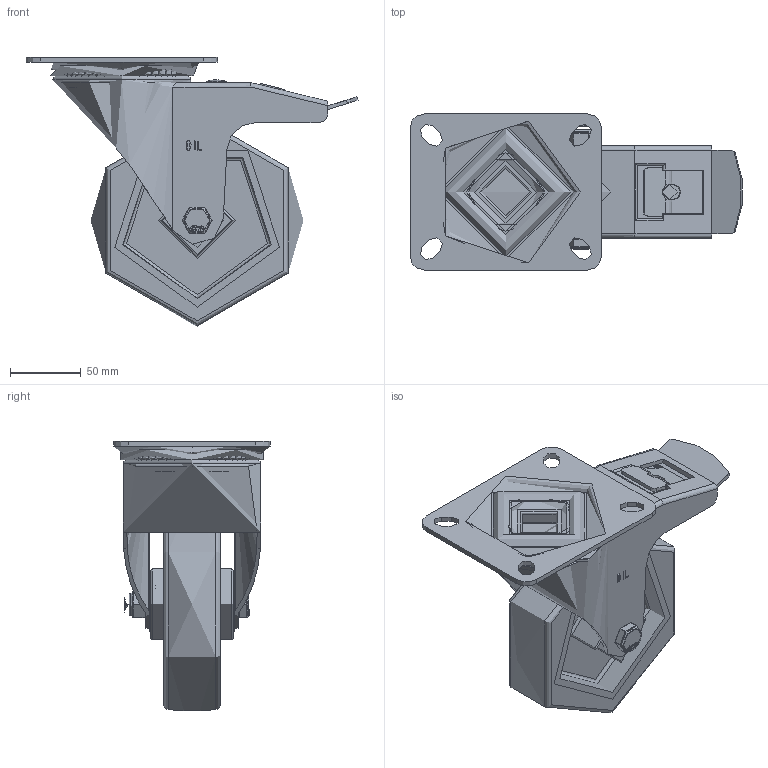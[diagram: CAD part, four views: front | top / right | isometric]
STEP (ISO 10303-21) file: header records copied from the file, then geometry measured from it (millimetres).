
FILE_DESCRIPTION(/* description */ (''),/* implementation_level */ '2;1');
FILE_NAME(/* name */ 'SSMM150NPBSWB.step',/* time_stamp */ '2024-10-03T14:19:00+01:00',/* author */ (''),/* organization */ (''),/* preprocessor_version */ 'ST-DEVELOPER v20',/* originating_system */ 'Autodesk Translation Framework v13.20.0.188',/* authorisation */ '');
FILE_SCHEMA (('AUTOMOTIVE_DESIGN { 1 0 10303 214 3 1 1 }'));
Length unit declared in the file: millimetre
Products named in the file (37): SSMM150NPBSWB; SSMM150ASSWB v1; ZINC PLATED, PRESSED STEEL TOP PLATE; ZINC PLATED, PRESSED STEEL TOP PLATE Geometry; BALL BEARINGS; Component1; ZINC PLATED, PRESSED STEEL FORKS; BEARING SEAL; ZINC PLATED, PRESSED STEEL BRAKE PEDAL; BRAKE PAD; BRAKE PAD Geometry; BOLT; NUT; BRAKE BOLT; BZH150WNPRB v1; POLYURETHANE TYRE; NYLON RIM; NYLON RIM Geometry; CAP; ROLLER BEARING; CAGE; Pattern; Component1 (1); TUBEM20X60SS v1; STAINLESS STEEL TUBE; WP20X40X2 v1; NYLON WASHER; Component1 (2); WP20X40X2 v1 (1); NYLON WASHER (1); Component1 (3); BOLTM12X80A2 v2; GRADE 304 STAINLESS STEEL BOLT; NM12NYA2THIN v1; NYLOC STAINLESS STEEL NUT; NUT (1); RUBBER
Assembly tree (82 placements, depth 5):
  SSMM150NPBSWB
    SSMM150ASSWB v1
      ZINC PLATED, PRESSED STEEL TOP PLATE
        ZINC PLATED, PRESSED STEEL TOP PLATE Geometry
        BALL BEARINGS
          Component1  x40
      ZINC PLATED, PRESSED STEEL FORKS
      BEARING SEAL
      ZINC PLATED, PRESSED STEEL BRAKE PEDAL
      BRAKE PAD
        BRAKE PAD Geometry
        BOLT
        NUT
        BRAKE BOLT
    BZH150WNPRB v1
      POLYURETHANE TYRE
      NYLON RIM
        NYLON RIM Geometry
        CAP
      ROLLER BEARING
        CAGE
        Pattern
          Component1 (1)  x8
    TUBEM20X60SS v1
      STAINLESS STEEL TUBE
    WP20X40X2 v1
      NYLON WASHER
        Component1 (2)
    WP20X40X2 v1 (1)
      NYLON WASHER (1)
        Component1 (3)
    BOLTM12X80A2 v2
      GRADE 304 STAINLESS STEEL BOLT
    NM12NYA2THIN v1
      NYLOC STAINLESS STEEL NUT
        NUT (1)
        RUBBER
Bounding box: 233.89 x 110.09 x 189.9 mm (x, y, z)
Volume: 670575.7 mm3; surface area: 285619.5 mm2
Topology: 69 solids, 69 shells, 699 faces, 1770 edges, 1136 vertices
Faces by surface type: plane 322, cylinder 206, bspline 72, sphere 59, torus 27, cone 13
Full cylindrical faces by diameter (mm): 7.5 x8, 8 x4, 9.836 x18, 11 x2, 11.834 x18, 12 x3, 12.2 x2, 12.5 x1, 14 x3, 17.5 x1, 18.5 x1, 19.9 x1, 20 x1, 20.5 x2, 21 x2, 33.75 x1, 34 x1, 35 x1, 37 x2, 37.5 x2, 39.75 x2, 50 x3, 78 x1, 92 x1, 97 x1, 122 x2
Entity records: 30837 total; most frequent: CARTESIAN_POINT 14248, ORIENTED_EDGE 3258, DIRECTION 3240, EDGE_CURVE 1629, AXIS2_PLACEMENT_3D 1194, VERTEX_POINT 1044, LINE 852, VECTOR 852
